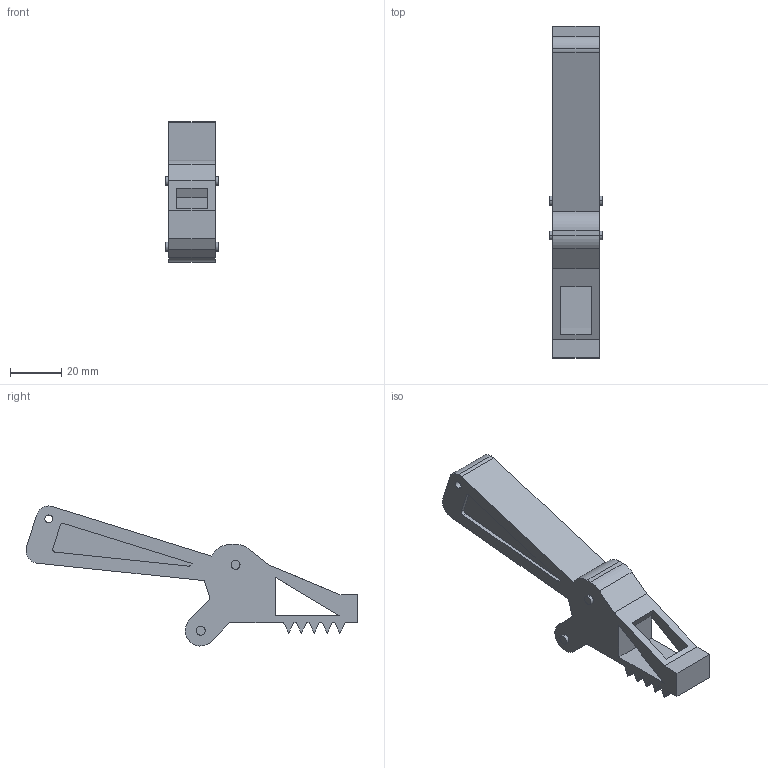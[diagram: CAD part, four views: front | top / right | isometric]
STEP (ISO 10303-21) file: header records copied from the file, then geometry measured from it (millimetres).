
FILE_DESCRIPTION (( 'STEP AP203' ), '1' );
FILE_NAME ('Part8 final_Default_sldprt.STEP', '2024-04-13T19:24:53', ( '' ), ( '' ), 'SwSTEP 2.0', 'SolidWorks 2022', '' );
FILE_SCHEMA (( 'CONFIG_CONTROL_DESIGN' ));
Length unit declared in the file: millimetre
Products named in the file (1): Part8 final_Default_sldprt
Bounding box: 21 x 129.25 x 54.52 mm (x, y, z)
Volume: 40444 mm3; surface area: 12873.9 mm2
Topology: 1 solids, 1 shells, 74 faces, 198 edges, 132 vertices
Faces by surface type: plane 50, cylinder 24
Entity records: 2399 total; most frequent: CARTESIAN_POINT 405, ORIENTED_EDGE 396, DIRECTION 396, EDGE_CURVE 198, VECTOR 150, LINE 150, VERTEX_POINT 132, AXIS2_PLACEMENT_3D 123
